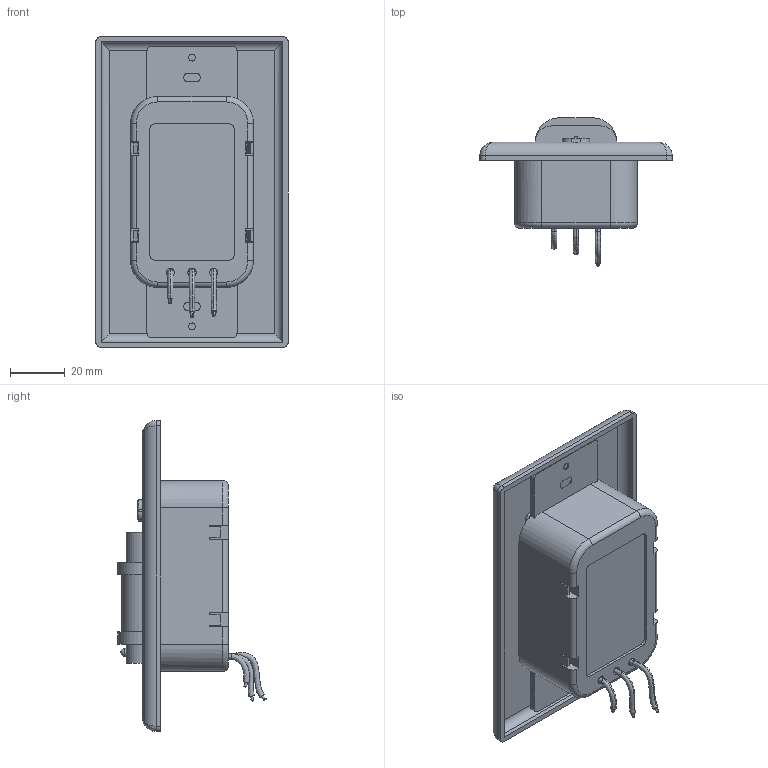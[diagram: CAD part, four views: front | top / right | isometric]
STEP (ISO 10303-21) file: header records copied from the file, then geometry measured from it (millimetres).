
FILE_DESCRIPTION (( 'STEP AP214' ), '1' );
FILE_NAME ('LDD12-028-1200-001 Äàò÷èê äâèæåíèÿ ÄÄ 028 áåëûé, ìàêñ. íàãðóçêà 1200Âò, óãîë îáçîðà 140ãðàä., äàëüíîñòü 9ì, IP20, ÈÝÊ.STEP', '2017-08-30T09:16:27', ( '' ), ( '' ), 'SwSTEP 2.0', 'SolidWorks 2014', '' );
FILE_SCHEMA (( 'AUTOMOTIVE_DESIGN' ));
Length unit declared in the file: millimetre
Products named in the file (1): LDD12-028-1200-001 Äàò÷èê äâèæåíèÿ ÄÄ 028 áåëûé, ìàêñ. íàãðóçêà 1200Âò, óãîë îáçîðà 140ãðàä., äàëüíîñòü 9ì, IP20, ÈÝÊ
Bounding box: 70.5 x 54.31 x 114 mm (x, y, z)
Volume: 116738.1 mm3; surface area: 33073.4 mm2
Topology: 2 solids, 2 shells, 284 faces, 795 edges, 520 vertices
Faces by surface type: plane 145, cylinder 98, bspline 26, torus 8, sphere 7
Entity records: 10657 total; most frequent: CARTESIAN_POINT 3310, ORIENTED_EDGE 1564, DIRECTION 1488, EDGE_CURVE 782, VERTEX_POINT 515, AXIS2_PLACEMENT_3D 501, VECTOR 486, LINE 486
